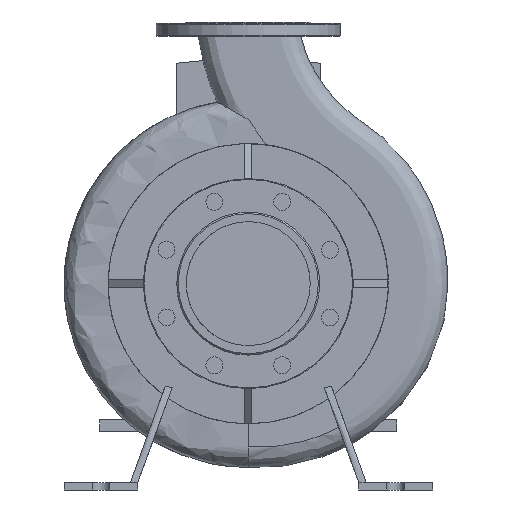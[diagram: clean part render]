
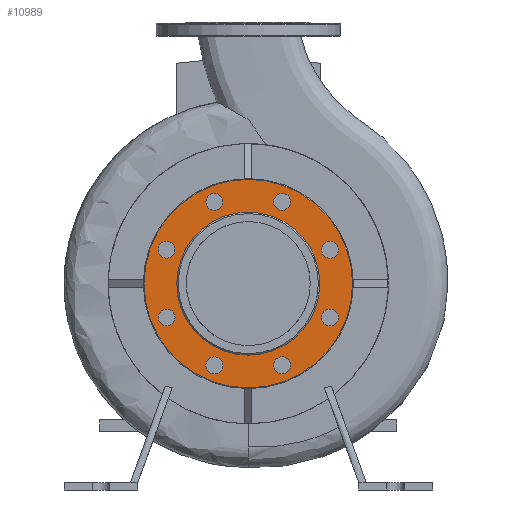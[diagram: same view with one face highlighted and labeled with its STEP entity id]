
A CAD part, left-side view. The second image highlights one B-rep face of the part: STEP entity #10989.
In plain terms, the highlighted planar face has unit normal (-1, 0, 0).
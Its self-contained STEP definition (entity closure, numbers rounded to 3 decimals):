
#316=FACE_BOUND('',#2169,.T.);
#317=FACE_BOUND('',#2170,.T.);
#318=FACE_BOUND('',#2171,.T.);
#319=FACE_BOUND('',#2172,.T.);
#320=FACE_BOUND('',#2173,.T.);
#321=FACE_BOUND('',#2174,.T.);
#322=FACE_BOUND('',#2175,.T.);
#323=FACE_BOUND('',#2176,.T.);
#324=FACE_BOUND('',#2177,.T.);
#436=CIRCLE('',#11709,11.5);
#438=CIRCLE('',#11712,11.5);
#440=CIRCLE('',#11715,11.5);
#442=CIRCLE('',#11718,11.5);
#444=CIRCLE('',#11721,11.5);
#446=CIRCLE('',#11724,11.5);
#448=CIRCLE('',#11727,11.5);
#450=CIRCLE('',#11730,11.5);
#451=CIRCLE('',#11732,97.);
#453=CIRCLE('',#11735,141.5);
#944=PLANE('',#11734);
#1423=FACE_OUTER_BOUND('',#2168,.T.);
#2168=EDGE_LOOP('',(#8474));
#2169=EDGE_LOOP('',(#8475));
#2170=EDGE_LOOP('',(#8476));
#2171=EDGE_LOOP('',(#8477));
#2172=EDGE_LOOP('',(#8478));
#2173=EDGE_LOOP('',(#8479));
#2174=EDGE_LOOP('',(#8480));
#2175=EDGE_LOOP('',(#8481));
#2176=EDGE_LOOP('',(#8482));
#2177=EDGE_LOOP('',(#8483));
#5193=VERTEX_POINT('',#17445);
#5195=VERTEX_POINT('',#17450);
#5197=VERTEX_POINT('',#17455);
#5199=VERTEX_POINT('',#17460);
#5201=VERTEX_POINT('',#17465);
#5203=VERTEX_POINT('',#17470);
#5205=VERTEX_POINT('',#17475);
#5207=VERTEX_POINT('',#17480);
#5208=VERTEX_POINT('',#17483);
#5210=VERTEX_POINT('',#17488);
#6402=EDGE_CURVE('',#5193,#5193,#436,.T.);
#6404=EDGE_CURVE('',#5195,#5195,#438,.T.);
#6406=EDGE_CURVE('',#5197,#5197,#440,.T.);
#6408=EDGE_CURVE('',#5199,#5199,#442,.T.);
#6410=EDGE_CURVE('',#5201,#5201,#444,.T.);
#6412=EDGE_CURVE('',#5203,#5203,#446,.T.);
#6414=EDGE_CURVE('',#5205,#5205,#448,.T.);
#6416=EDGE_CURVE('',#5207,#5207,#450,.T.);
#6417=EDGE_CURVE('',#5208,#5208,#451,.T.);
#6419=EDGE_CURVE('',#5210,#5210,#453,.T.);
#8474=ORIENTED_EDGE('',*,*,#6419,.T.);
#8475=ORIENTED_EDGE('',*,*,#6402,.F.);
#8476=ORIENTED_EDGE('',*,*,#6404,.F.);
#8477=ORIENTED_EDGE('',*,*,#6406,.F.);
#8478=ORIENTED_EDGE('',*,*,#6408,.F.);
#8479=ORIENTED_EDGE('',*,*,#6410,.F.);
#8480=ORIENTED_EDGE('',*,*,#6412,.F.);
#8481=ORIENTED_EDGE('',*,*,#6414,.F.);
#8482=ORIENTED_EDGE('',*,*,#6416,.F.);
#8483=ORIENTED_EDGE('',*,*,#6417,.F.);
#10989=ADVANCED_FACE('',(#1423,#316,#317,#318,#319,#320,#321,#322,#323,
#324),#944,.F.);
#11709=AXIS2_PLACEMENT_3D('',#17446,#13398,#13399);
#11712=AXIS2_PLACEMENT_3D('',#17451,#13404,#13405);
#11715=AXIS2_PLACEMENT_3D('',#17456,#13410,#13411);
#11718=AXIS2_PLACEMENT_3D('',#17461,#13416,#13417);
#11721=AXIS2_PLACEMENT_3D('',#17466,#13422,#13423);
#11724=AXIS2_PLACEMENT_3D('',#17471,#13428,#13429);
#11727=AXIS2_PLACEMENT_3D('',#17476,#13434,#13435);
#11730=AXIS2_PLACEMENT_3D('',#17481,#13440,#13441);
#11732=AXIS2_PLACEMENT_3D('',#17484,#13444,#13445);
#11734=AXIS2_PLACEMENT_3D('',#17487,#13448,#13449);
#11735=AXIS2_PLACEMENT_3D('',#17489,#13450,#13451);
#13398=DIRECTION('center_axis',(-1.,0.,0.));
#13399=DIRECTION('ref_axis',(0.,0.707,-0.707));
#13404=DIRECTION('center_axis',(-1.,0.,0.));
#13405=DIRECTION('ref_axis',(0.,1.,0.));
#13410=DIRECTION('center_axis',(-1.,0.,0.));
#13411=DIRECTION('ref_axis',(0.,0.707,0.707));
#13416=DIRECTION('center_axis',(-1.,0.,0.));
#13417=DIRECTION('ref_axis',(0.,0.,
1.));
#13422=DIRECTION('center_axis',(-1.,0.,0.));
#13423=DIRECTION('ref_axis',(0.,-0.707,0.707));
#13428=DIRECTION('center_axis',(-1.,0.,0.));
#13429=DIRECTION('ref_axis',(0.,-1.,0.));
#13434=DIRECTION('center_axis',(-1.,0.,0.));
#13435=DIRECTION('ref_axis',(0.,-0.707,-0.707));
#13440=DIRECTION('center_axis',(-1.,0.,0.));
#13441=DIRECTION('ref_axis',(0.,0.,-1.));
#13444=DIRECTION('center_axis',(-1.,0.,0.));
#13445=DIRECTION('ref_axis',(0.,-1.,0.));
#13448=DIRECTION('center_axis',(1.,0.,0.));
#13449=DIRECTION('ref_axis',(0.,0.,1.));
#13450=DIRECTION('center_axis',(-1.,0.,0.));
#13451=DIRECTION('ref_axis',(0.,-1.,0.));
#17445=CARTESIAN_POINT('',(-138.,-118.997,242.21));
#17446=CARTESIAN_POINT('Origin',(-138.,-110.866,234.078));
#17450=CARTESIAN_POINT('',(-138.,-57.422,169.134));
#17451=CARTESIAN_POINT('Origin',(-138.,-45.922,169.134));
#17455=CARTESIAN_POINT('',(-138.,37.79,161.003));
#17456=CARTESIAN_POINT('Origin',(-138.,45.922,169.134));
#17460=CARTESIAN_POINT('',(-138.,110.866,222.578));
#17461=CARTESIAN_POINT('Origin',(-138.,110.866,234.078));
#17465=CARTESIAN_POINT('',(-138.,118.997,317.79));
#17466=CARTESIAN_POINT('Origin',(-138.,110.866,325.922));
#17470=CARTESIAN_POINT('',(-138.,57.422,390.866));
#17471=CARTESIAN_POINT('Origin',(-138.,45.922,390.866));
#17475=CARTESIAN_POINT('',(-138.,-37.79,398.997));
#17476=CARTESIAN_POINT('Origin',(-138.,-45.922,390.866));
#17480=CARTESIAN_POINT('',(-138.,-110.866,337.422));
#17481=CARTESIAN_POINT('Origin',(-138.,-110.866,325.922));
#17483=CARTESIAN_POINT('',(-138.,-97.,280.));
#17484=CARTESIAN_POINT('Origin',(-138.,0.,280.));
#17487=CARTESIAN_POINT('Origin',(-138.,-119.25,280.));
#17488=CARTESIAN_POINT('',(-138.,-141.5,280.));
#17489=CARTESIAN_POINT('Origin',(-138.,0.,280.));
